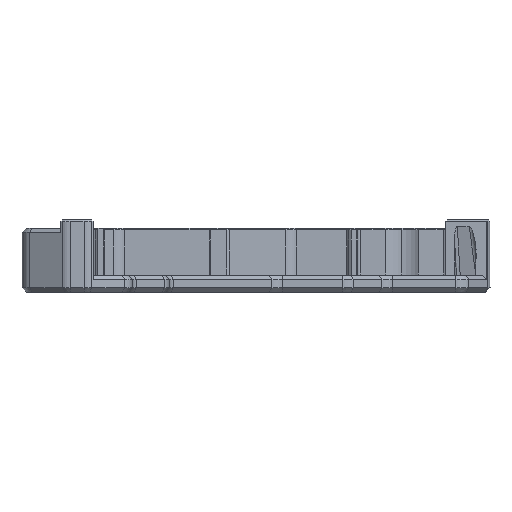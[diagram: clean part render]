
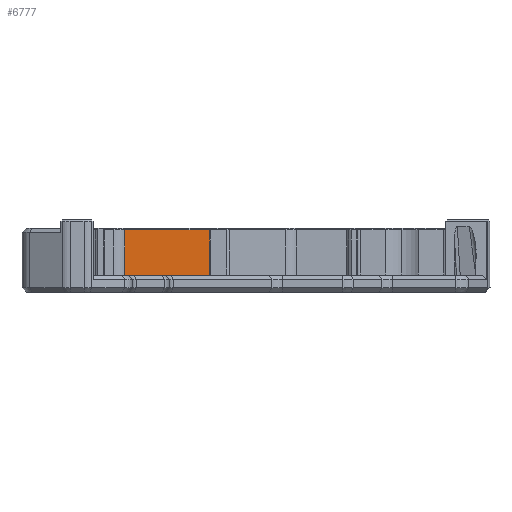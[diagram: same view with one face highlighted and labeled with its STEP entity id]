
A CAD part, left-side view. The second image highlights one B-rep face of the part: STEP entity #6777.
In plain terms, the highlighted planar face has unit normal (-1, 0, 0).
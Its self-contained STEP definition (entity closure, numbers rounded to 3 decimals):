
#772 = FACE_OUTER_BOUND ( 'NONE', #8924, .T. ) ;
#1424 = DIRECTION ( 'NONE',  ( 0., -1., 0. ) ) ;
#2038 = CARTESIAN_POINT ( 'NONE',  ( 67.25, -8.638, 5.8 ) ) ;
#2163 = VERTEX_POINT ( 'NONE', #11595 ) ;
#3339 = CARTESIAN_POINT ( 'NONE',  ( 67.25, -21.061, 0.3 ) ) ;
#4249 = CARTESIAN_POINT ( 'NONE',  ( 67.25, -21.061, 11.3 ) ) ;
#4354 = DIRECTION ( 'NONE',  ( 0., 1., 0. ) ) ;
#4378 = CARTESIAN_POINT ( 'NONE',  ( 67.25, -8.638, 0.3 ) ) ;
#5302 = CARTESIAN_POINT ( 'NONE',  ( 67.25, -33.484, 5.8 ) ) ;
#6015 = LINE ( 'NONE', #4249, #6811 ) ;
#6777 = ADVANCED_FACE ( 'NONE', ( #772 ), #14510, .T. ) ;
#6811 = VECTOR ( 'NONE', #4354, 1000. ) ;
#8020 = EDGE_CURVE ( 'NONE', #13130, #18879, #13547, .T. ) ;
#8924 = EDGE_LOOP ( 'NONE', ( #12540, #15269, #15254, #12765 ) ) ;
#10051 = DIRECTION ( 'NONE',  ( 0., 1., 0. ) ) ;
#11595 = CARTESIAN_POINT ( 'NONE',  ( 67.25, -8.638, 11.3 ) ) ;
#12001 = DIRECTION ( 'NONE',  ( 0., 0., 1. ) ) ;
#12540 = ORIENTED_EDGE ( 'NONE', *, *, #15885, .F. ) ;
#12765 = ORIENTED_EDGE ( 'NONE', *, *, #18615, .F. ) ;
#13130 = VERTEX_POINT ( 'NONE', #17374 ) ;
#13547 = LINE ( 'NONE', #5302, #17687 ) ;
#14461 = VECTOR ( 'NONE', #10051, 1000. ) ;
#14510 = PLANE ( 'NONE',  #19407 ) ;
#14906 = VERTEX_POINT ( 'NONE', #4378 ) ;
#15254 = ORIENTED_EDGE ( 'NONE', *, *, #16930, .T. ) ;
#15269 = ORIENTED_EDGE ( 'NONE', *, *, #8020, .T. ) ;
#15451 = DIRECTION ( 'NONE',  ( 0., 0., 1. ) ) ;
#15885 = EDGE_CURVE ( 'NONE', #13130, #14906, #18379, .T. ) ;
#16930 = EDGE_CURVE ( 'NONE', #18879, #2163, #6015, .T. ) ;
#17374 = CARTESIAN_POINT ( 'NONE',  ( 67.25, -33.484, 0.3 ) ) ;
#17687 = VECTOR ( 'NONE', #12001, 1000. ) ;
#18379 = LINE ( 'NONE', #3339, #14461 ) ;
#18615 = EDGE_CURVE ( 'NONE', #14906, #2163, #20294, .T. ) ;
#18879 = VERTEX_POINT ( 'NONE', #20153 ) ;
#19407 = AXIS2_PLACEMENT_3D ( 'NONE', #19571, #19784, #1424 ) ;
#19571 = CARTESIAN_POINT ( 'NONE',  ( 67.25, -8.628, 0.29 ) ) ;
#19784 = DIRECTION ( 'NONE',  ( -1., 0., 0. ) ) ;
#20153 = CARTESIAN_POINT ( 'NONE',  ( 67.25, -33.484, 11.3 ) ) ;
#20265 = VECTOR ( 'NONE', #15451, 1000. ) ;
#20294 = LINE ( 'NONE', #2038, #20265 ) ;
